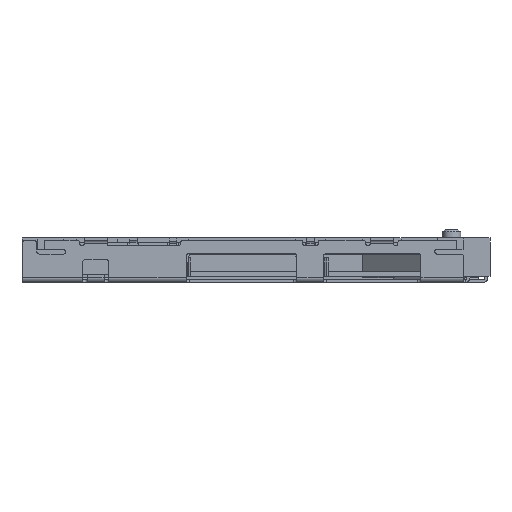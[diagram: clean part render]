
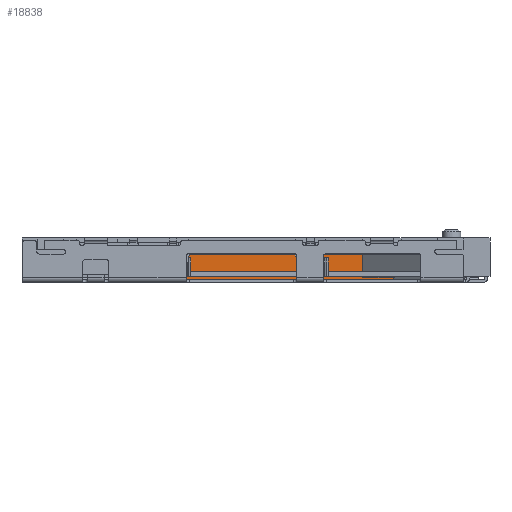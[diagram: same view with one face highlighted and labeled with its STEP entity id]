
A CAD part, left-side view. The second image highlights one B-rep face of the part: STEP entity #18838.
In plain terms, the highlighted planar face has unit normal (-1, 0, 0).
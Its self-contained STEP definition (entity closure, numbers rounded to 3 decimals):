
#649=PLANE('',#20129);
#1719=FACE_OUTER_BOUND('',#2650,.T.);
#2650=EDGE_LOOP('',(#16470,#16471,#16472,#16473,#16474,#16475,#16476,#16477,
#16478,#16479));
#3219=LINE('',#26308,#5555);
#3285=LINE('',#26473,#5621);
#3638=LINE('',#27252,#5974);
#3673=LINE('',#27322,#6009);
#3675=LINE('',#27326,#6011);
#4831=LINE('',#29961,#7167);
#4832=LINE('',#29963,#7168);
#4833=LINE('',#29965,#7169);
#4834=LINE('',#29966,#7170);
#4835=LINE('',#29967,#7171);
#5555=VECTOR('',#21209,1000.);
#5621=VECTOR('',#21343,1000.);
#5974=VECTOR('',#22026,1000.);
#6009=VECTOR('',#22079,1000.);
#6011=VECTOR('',#22083,1000.);
#7167=VECTOR('',#24507,1000.);
#7168=VECTOR('',#24510,1000.);
#7169=VECTOR('',#24511,1000.);
#7170=VECTOR('',#24512,1000.);
#7171=VECTOR('',#24513,1000.);
#8199=VERTEX_POINT('',#26017);
#8206=VERTEX_POINT('',#26035);
#8360=VERTEX_POINT('',#26470);
#8361=VERTEX_POINT('',#26472);
#8615=VERTEX_POINT('',#27249);
#8616=VERTEX_POINT('',#27251);
#8642=VERTEX_POINT('',#27320);
#8643=VERTEX_POINT('',#27324);
#9488=VERTEX_POINT('',#29959);
#9489=VERTEX_POINT('',#29964);
#10181=EDGE_CURVE('',#8199,#8206,#3219,.T.);
#10261=EDGE_CURVE('',#8360,#8361,#3285,.T.);
#10652=EDGE_CURVE('',#8615,#8616,#3638,.T.);
#10689=EDGE_CURVE('',#8642,#8360,#3673,.T.);
#10691=EDGE_CURVE('',#8643,#8615,#3675,.T.);
#12016=EDGE_CURVE('',#9488,#8642,#4831,.T.);
#12017=EDGE_CURVE('',#8199,#8361,#4832,.T.);
#12018=EDGE_CURVE('',#9489,#9488,#4833,.T.);
#12019=EDGE_CURVE('',#9489,#8616,#4834,.T.);
#12020=EDGE_CURVE('',#8643,#8206,#4835,.T.);
#16470=ORIENTED_EDGE('',*,*,#10181,.F.);
#16471=ORIENTED_EDGE('',*,*,#12017,.T.);
#16472=ORIENTED_EDGE('',*,*,#10261,.F.);
#16473=ORIENTED_EDGE('',*,*,#10689,.F.);
#16474=ORIENTED_EDGE('',*,*,#12016,.F.);
#16475=ORIENTED_EDGE('',*,*,#12018,.F.);
#16476=ORIENTED_EDGE('',*,*,#12019,.T.);
#16477=ORIENTED_EDGE('',*,*,#10652,.F.);
#16478=ORIENTED_EDGE('',*,*,#10691,.F.);
#16479=ORIENTED_EDGE('',*,*,#12020,.T.);
#18838=ADVANCED_FACE('',(#1719),#649,.F.);
#20129=AXIS2_PLACEMENT_3D('',#29962,#24508,#24509);
#21209=DIRECTION('',(0.,1.,0.));
#21343=DIRECTION('',(0.,0.,-1.));
#22026=DIRECTION('',(0.,-1.,0.));
#22079=DIRECTION('',(0.,-1.,0.));
#22083=DIRECTION('',(0.,0.,1.));
#24507=DIRECTION('',(0.,0.,-1.));
#24508=DIRECTION('center_axis',(1.,0.,0.));
#24509=DIRECTION('ref_axis',(0.,0.,-1.));
#24510=DIRECTION('',(0.,-1.,0.));
#24511=DIRECTION('',(0.,-1.,0.));
#24512=DIRECTION('',(0.,0.,-1.));
#24513=DIRECTION('',(0.,-1.,0.));
#26017=CARTESIAN_POINT('',(7.6,10.221,-18.4));
#26035=CARTESIAN_POINT('',(7.6,12.621,-18.4));
#26308=CARTESIAN_POINT('',(7.6,11.121,-18.4));
#26470=CARTESIAN_POINT('',(7.6,0.521,-18.3));
#26472=CARTESIAN_POINT('',(7.6,0.521,-18.4));
#26473=CARTESIAN_POINT('',(7.6,0.521,-18.3));
#27249=CARTESIAN_POINT('',(7.6,21.721,-16.7));
#27251=CARTESIAN_POINT('',(7.6,6.321,-16.7));
#27252=CARTESIAN_POINT('',(7.6,22.021,-16.7));
#27320=CARTESIAN_POINT('',(7.6,5.821,-18.3));
#27322=CARTESIAN_POINT('',(7.6,22.021,-18.3));
#27324=CARTESIAN_POINT('',(7.6,21.721,-18.4));
#27326=CARTESIAN_POINT('',(7.6,21.721,-18.3));
#29959=CARTESIAN_POINT('',(7.6,5.821,-16.65));
#29961=CARTESIAN_POINT('',(7.6,5.821,-18.3));
#29962=CARTESIAN_POINT('Origin',(7.6,22.021,-18.3));
#29963=CARTESIAN_POINT('',(7.6,22.021,-18.4));
#29964=CARTESIAN_POINT('',(7.6,6.321,-16.65));
#29965=CARTESIAN_POINT('',(7.6,22.021,-16.65));
#29966=CARTESIAN_POINT('',(7.6,6.321,-16.7));
#29967=CARTESIAN_POINT('',(7.6,22.021,-18.4));
